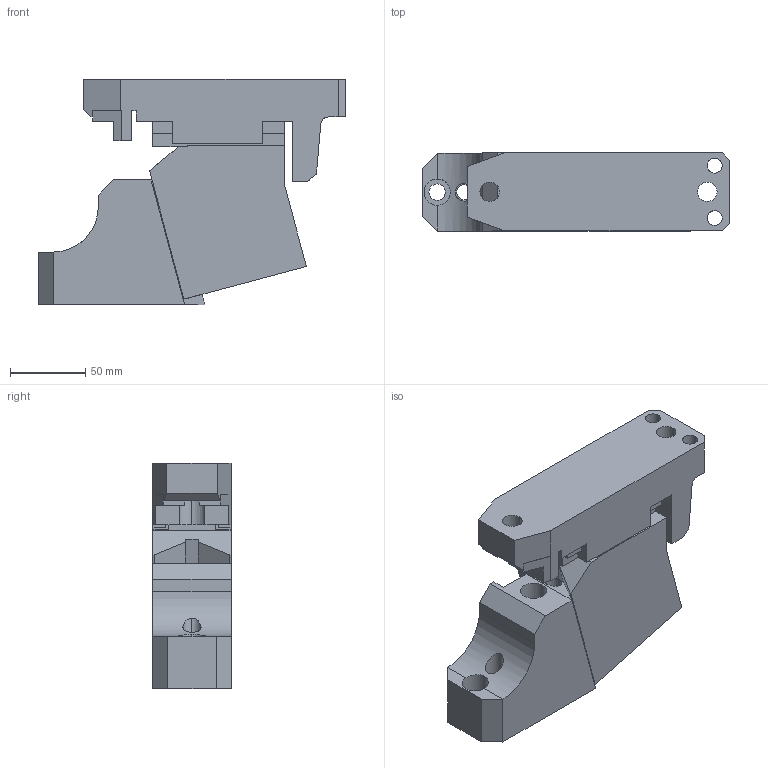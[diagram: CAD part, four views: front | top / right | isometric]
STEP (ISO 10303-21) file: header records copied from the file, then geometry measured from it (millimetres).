
FILE_DESCRIPTION(('CATIA V5 STEP Exchange'),'2;1');
FILE_NAME('CACS_52_75.stp','2015-04-21T07:11:19+00:00',('none'),('none'),'CATIA Version 5 Release 19 SP 2 (IN-10)','CATIA V5 STEP AP203','none');
FILE_SCHEMA(('CONFIG_CONTROL_DESIGN'));
Length unit declared in the file: millimetre
Products named in the file (1): CACS_52_75
Bounding box: 205 x 52 x 150 mm (x, y, z)
Volume: 938861.4 mm3; surface area: 131273.7 mm2
Topology: 3 solids, 3 shells, 162 faces, 456 edges, 303 vertices
Faces by surface type: plane 121, cylinder 41
Entity records: 5474 total; most frequent: CARTESIAN_POINT 1350, ORIENTED_EDGE 912, DIRECTION 710, EDGE_CURVE 456, VECTOR 355, LINE 355, VERTEX_POINT 303, AXIS2_PLACEMENT_3D 213
